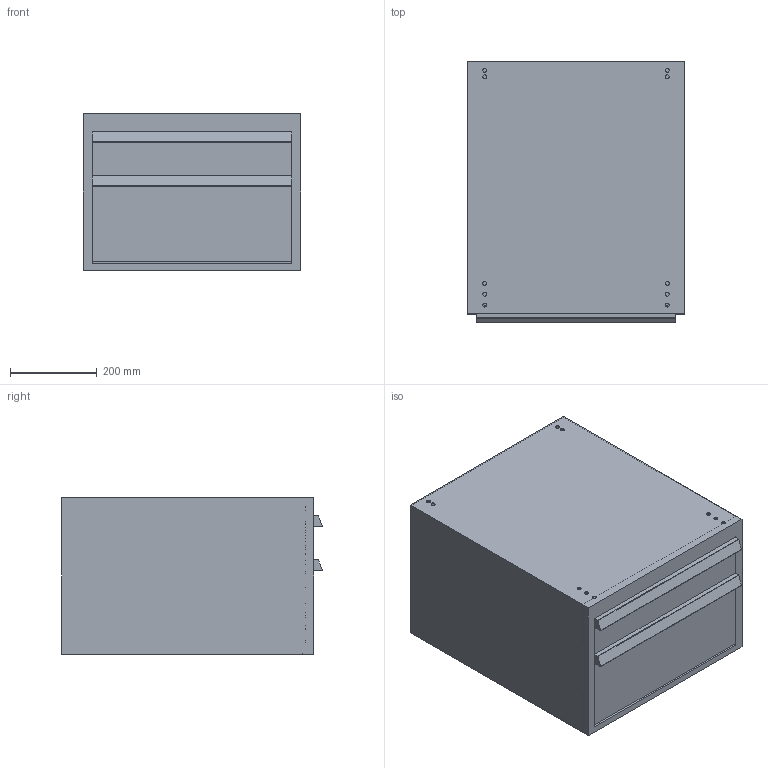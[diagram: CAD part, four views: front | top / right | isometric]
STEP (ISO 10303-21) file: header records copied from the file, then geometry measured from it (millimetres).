
FILE_DESCRIPTION(/* description */ ('Schubfach-Unterschrank, Schubfach 100/200'),/* implementation_level */ '2;1');
FILE_NAME(/* name */ 'ZEI_CAD_320811-2-REV00_#SALL_#AIN_#V1.step',/* time_stamp */ '2022-09-15T22:42:56+02:00',/* author */ ('MiniTec'),/* organization */ ('MiniTec GmbH & Co.KG'),/* preprocessor_version */ 'ST-DEVELOPER v18.1',/* originating_system */ 'Autodesk Inventor 2021',/* authorisation */ '');
FILE_SCHEMA (('CONFIG_CONTROL_DESIGN'));
Length unit declared in the file: millimetre
Products named in the file (1): leer
Bounding box: 500 x 599.52 x 360 mm (x, y, z)
Volume: 4088196.4 mm3; surface area: 2725867.7 mm2
Topology: 3 solids, 3 shells, 48 faces, 124 edges, 82 vertices
Faces by surface type: plane 34, cylinder 14
Full cylindrical faces by diameter (mm): 9 x10
Entity records: 1582 total; most frequent: CARTESIAN_POINT 255, DIRECTION 252, ORIENTED_EDGE 248, EDGE_CURVE 124, LINE 94, VECTOR 94, VERTEX_POINT 82, AXIS2_PLACEMENT_3D 79
